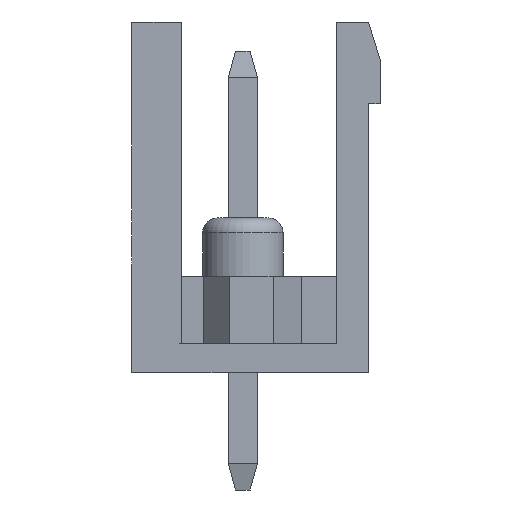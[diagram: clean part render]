
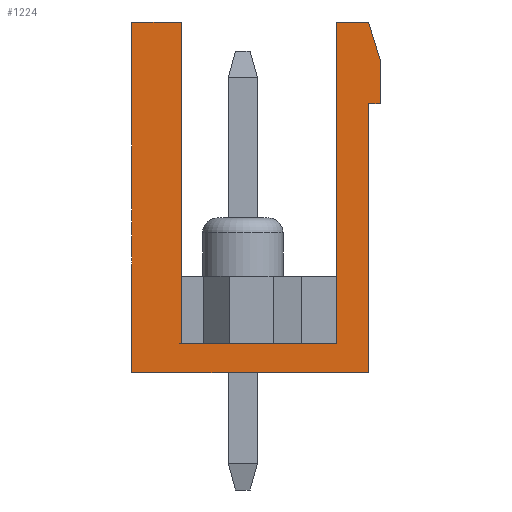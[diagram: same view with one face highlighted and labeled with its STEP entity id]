
A CAD part, left-side view. The second image highlights one B-rep face of the part: STEP entity #1224.
In plain terms, the highlighted planar face has unit normal (-1, 0, 0).
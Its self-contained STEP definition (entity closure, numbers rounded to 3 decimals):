
#1224 = ADVANCED_FACE( '', ( #2673 ), #2674, .F. );
#2673 = FACE_OUTER_BOUND( '', #4422, .T. );
#2674 = PLANE( '', #4423 );
#4422 = EDGE_LOOP( '', ( #7885, #7886, #7887, #7888, #7889, #7890, #7891, #7892, #7893, #7894, #7895 ) );
#4423 = AXIS2_PLACEMENT_3D( '', #7896, #7897, #7898 );
#7885 = ORIENTED_EDGE( '', *, *, #12207, .T. );
#7886 = ORIENTED_EDGE( '', *, *, #12208, .F. );
#7887 = ORIENTED_EDGE( '', *, *, #11179, .F. );
#7888 = ORIENTED_EDGE( '', *, *, #12209, .F. );
#7889 = ORIENTED_EDGE( '', *, *, #11226, .T. );
#7890 = ORIENTED_EDGE( '', *, *, #11401, .F. );
#7891 = ORIENTED_EDGE( '', *, *, #11798, .F. );
#7892 = ORIENTED_EDGE( '', *, *, #11456, .F. );
#7893 = ORIENTED_EDGE( '', *, *, #11368, .T. );
#7894 = ORIENTED_EDGE( '', *, *, #12210, .T. );
#7895 = ORIENTED_EDGE( '', *, *, #12211, .F. );
#7896 = CARTESIAN_POINT( '', ( -40.64, 0., 0. ) );
#7897 = DIRECTION( '', ( 1., 0., 0. ) );
#7898 = DIRECTION( '', ( 0., 0., -1. ) );
#11179 = EDGE_CURVE( '', #13620, #13622, #13623, .T. );
#11226 = EDGE_CURVE( '', #13700, #13698, #13701, .T. );
#11368 = EDGE_CURVE( '', #13942, #13943, #13944, .T. );
#11401 = EDGE_CURVE( '', #13990, #13698, #13991, .T. );
#11456 = EDGE_CURVE( '', #13942, #14089, #14090, .T. );
#11798 = EDGE_CURVE( '', #14089, #13990, #14623, .T. );
#12207 = EDGE_CURVE( '', #15245, #15246, #15247, .T. );
#12208 = EDGE_CURVE( '', #13622, #15246, #15248, .T. );
#12209 = EDGE_CURVE( '', #13700, #13620, #15249, .T. );
#12210 = EDGE_CURVE( '', #13943, #15250, #15251, .T. );
#12211 = EDGE_CURVE( '', #15245, #15250, #15252, .T. );
#13620 = VERTEX_POINT( '', #17112 );
#13622 = VERTEX_POINT( '', #17115 );
#13623 = LINE( '', #17116, #17117 );
#13698 = VERTEX_POINT( '', #17227 );
#13700 = VERTEX_POINT( '', #17230 );
#13701 = LINE( '', #17231, #17232 );
#13942 = VERTEX_POINT( '', #17583 );
#13943 = VERTEX_POINT( '', #17584 );
#13944 = LINE( '', #17585, #17586 );
#13990 = VERTEX_POINT( '', #17655 );
#13991 = LINE( '', #17656, #17657 );
#14089 = VERTEX_POINT( '', #17787 );
#14090 = LINE( '', #17788, #17789 );
#14623 = LINE( '', #18568, #18569 );
#15245 = VERTEX_POINT( '', #19511 );
#15246 = VERTEX_POINT( '', #19512 );
#15247 = LINE( '', #19513, #19514 );
#15248 = LINE( '', #19515, #19516 );
#15249 = LINE( '', #19517, #19518 );
#15250 = VERTEX_POINT( '', #19519 );
#15251 = LINE( '', #19520, #19521 );
#15252 = LINE( '', #19522, #19523 );
#17112 = CARTESIAN_POINT( '', ( -40.64, -2.95, -5. ) );
#17115 = CARTESIAN_POINT( '', ( -40.64, -2.95, 6. ) );
#17116 = CARTESIAN_POINT( '', ( -40.64, -2.95, -5. ) );
#17117 = VECTOR( '', #21097, 1000. );
#17227 = CARTESIAN_POINT( '', ( -40.64, 2.35, 6. ) );
#17230 = CARTESIAN_POINT( '', ( -40.64, 2.35, -5. ) );
#17231 = CARTESIAN_POINT( '', ( -40.64, 2.35, -5. ) );
#17232 = VECTOR( '', #21134, 1000. );
#17583 = CARTESIAN_POINT( '', ( -40.64, -4.05, -6. ) );
#17584 = CARTESIAN_POINT( '', ( -40.64, -4.05, 3.2 ) );
#17585 = CARTESIAN_POINT( '', ( -40.64, -4.05, -6. ) );
#17586 = VECTOR( '', #21263, 1000. );
#17655 = CARTESIAN_POINT( '', ( -40.64, 4.05, 6. ) );
#17656 = CARTESIAN_POINT( '', ( -40.64, 4.05, 6. ) );
#17657 = VECTOR( '', #21287, 1000. );
#17787 = CARTESIAN_POINT( '', ( -40.64, 4.05, -6. ) );
#17788 = CARTESIAN_POINT( '', ( -40.64, -4.45, -6. ) );
#17789 = VECTOR( '', #21371, 1000. );
#18568 = CARTESIAN_POINT( '', ( -40.64, 4.05, -6. ) );
#18569 = VECTOR( '', #21678, 1000. );
#19511 = CARTESIAN_POINT( '', ( -40.64, -4.45, 4.7 ) );
#19512 = CARTESIAN_POINT( '', ( -40.64, -4.05, 6. ) );
#19513 = CARTESIAN_POINT( '', ( -40.64, -4.45, 4.7 ) );
#19514 = VECTOR( '', #22068, 1000. );
#19515 = CARTESIAN_POINT( '', ( -40.64, 4.05, 6. ) );
#19516 = VECTOR( '', #22069, 1000. );
#19517 = CARTESIAN_POINT( '', ( -40.64, 2.35, -5. ) );
#19518 = VECTOR( '', #22070, 1000. );
#19519 = CARTESIAN_POINT( '', ( -40.64, -4.45, 3.2 ) );
#19520 = CARTESIAN_POINT( '', ( -40.64, -4.05, 3.2 ) );
#19521 = VECTOR( '', #22071, 1000. );
#19522 = CARTESIAN_POINT( '', ( -40.64, -4.45, 6. ) );
#19523 = VECTOR( '', #22072, 1000. );
#21097 = DIRECTION( '', ( 0., 0., 1. ) );
#21134 = DIRECTION( '', ( 0., 0., 1. ) );
#21263 = DIRECTION( '', ( 0., 0., 1. ) );
#21287 = DIRECTION( '', ( 0., -1., 0. ) );
#21371 = DIRECTION( '', ( 0., 1., 0. ) );
#21678 = DIRECTION( '', ( 0., 0., 1. ) );
#22068 = DIRECTION( '', ( 0., 0.294, 0.956 ) );
#22069 = DIRECTION( '', ( 0., -1., 0. ) );
#22070 = DIRECTION( '', ( 0., -1., 0. ) );
#22071 = DIRECTION( '', ( 0., -1., 0. ) );
#22072 = DIRECTION( '', ( 0., 0., -1. ) );
